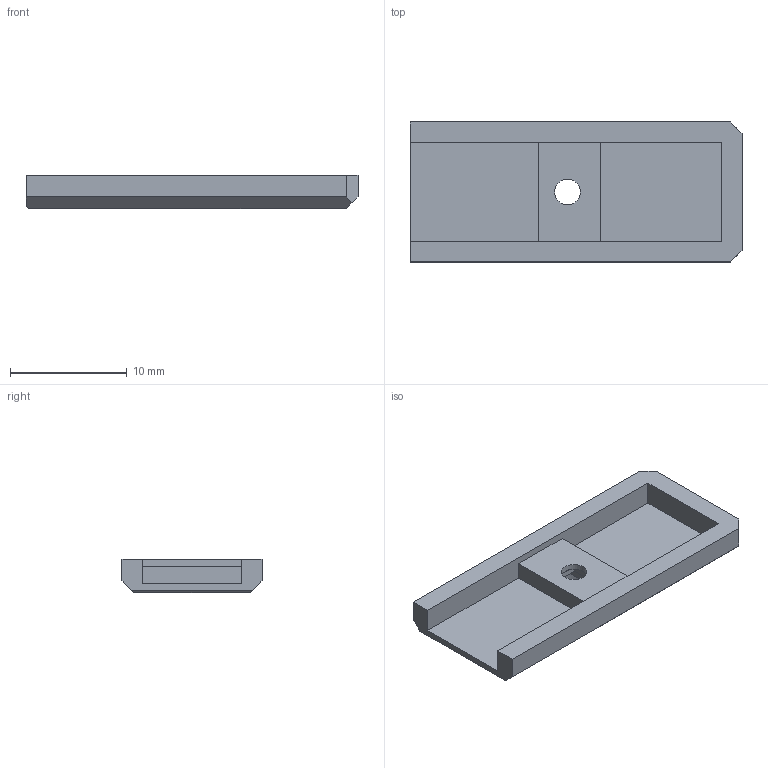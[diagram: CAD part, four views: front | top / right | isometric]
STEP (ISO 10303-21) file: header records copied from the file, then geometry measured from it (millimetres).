
FILE_DESCRIPTION(/* description */ (''),/* implementation_level */ '2;1');
FILE_NAME(/* name */ 'ir-sensor-cover-mmu2s.stp',/* time_stamp */ '2020-12-07T14:41:09+01:00',/* author */ ('PR'),/* organization */ (''),/* preprocessor_version */ 'ST-DEVELOPER v18.1',/* originating_system */ 'Autodesk Inventor 2021',/* authorisation */ '');
FILE_SCHEMA (('AUTOMOTIVE_DESIGN { 1 0 10303 214 3 1 1 }'));
Length unit declared in the file: millimetre
Products named in the file (1): mk3ss-mmu-ir-cover
Bounding box: 28.45 x 12 x 2.85 mm (x, y, z)
Volume: 510.1 mm3; surface area: 1003.2 mm2
Topology: 1 solids, 1 shells, 36 faces, 96 edges, 62 vertices
Faces by surface type: plane 34, cylinder 2
Full cylindrical faces by diameter (mm): 2.2 x1, 4 x1
Entity records: 1149 total; most frequent: CARTESIAN_POINT 195, ORIENTED_EDGE 192, DIRECTION 182, EDGE_CURVE 96, LINE 84, VECTOR 84, VERTEX_POINT 62, AXIS2_PLACEMENT_3D 49
